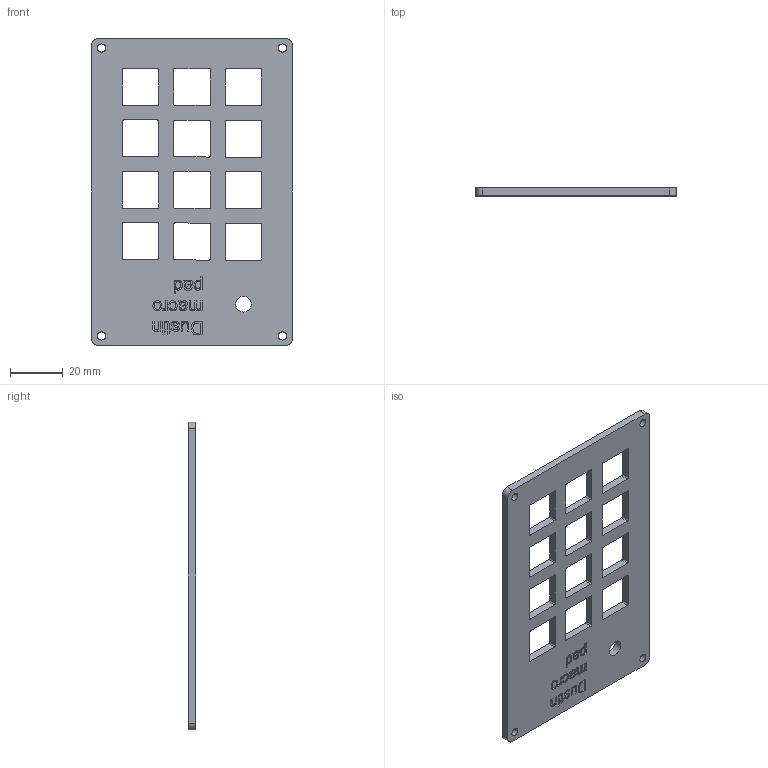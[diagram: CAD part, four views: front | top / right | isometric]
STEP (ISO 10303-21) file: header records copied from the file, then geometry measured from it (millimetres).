
FILE_DESCRIPTION(/* description */ (''),/* implementation_level */ '2;1');
FILE_NAME(/* name */ '9f2eee85-5a23-4c1e-949b-41adf9419886.stp',/* time_stamp */ '2025-12-07T19:00:01Z',/* author */ (''),/* organization */ (''),/* preprocessor_version */ 'ST-DEVELOPER v20.1',/* originating_system */ 'Autodesk Translation Framework v14.21.0.0',/* authorisation */ '');
FILE_SCHEMA (('AUTOMOTIVE_DESIGN { 1 0 10303 214 3 1 1 }'));
Length unit declared in the file: millimetre
Products named in the file (1): hackpad top
Bounding box: 76 x 3 x 116.52 mm (x, y, z)
Volume: 19250.2 mm3; surface area: 16470 mm2
Topology: 1 solids, 1 shells, 448 faces, 1275 edges, 850 vertices
Faces by surface type: bspline 235, plane 156, cylinder 57
Full cylindrical faces by diameter (mm): 3.1 x4, 6 x1
Entity records: 16824 total; most frequent: CARTESIAN_POINT 6569, ORIENTED_EDGE 2550, DIRECTION 1347, EDGE_CURVE 1275, VERTEX_POINT 850, LINE 691, VECTOR 691, EDGE_LOOP 503
